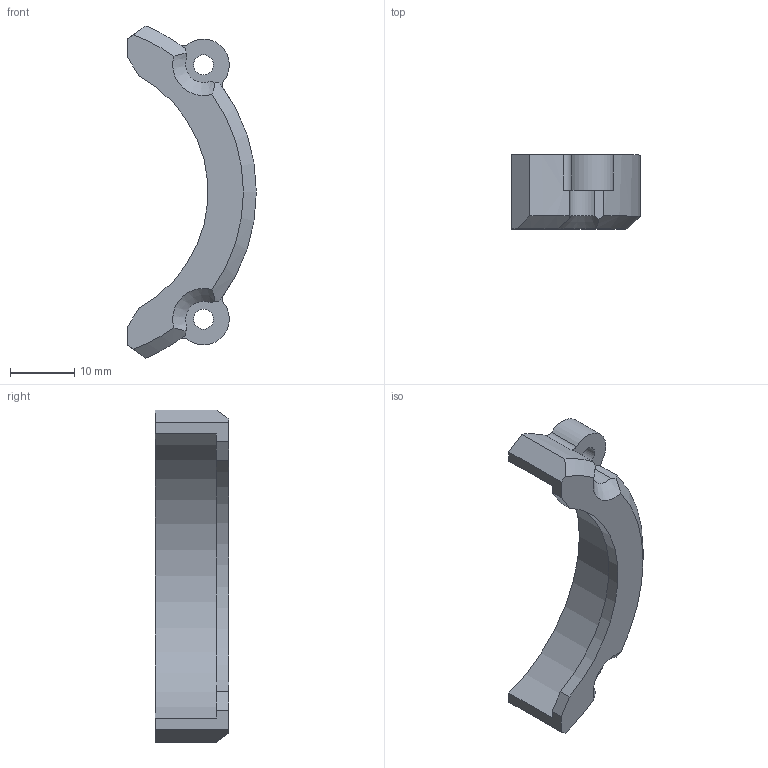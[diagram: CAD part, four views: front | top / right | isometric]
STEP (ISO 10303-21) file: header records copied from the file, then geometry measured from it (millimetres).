
FILE_DESCRIPTION(/* description */ ('','CAx-IF Rec.Pracs.---Representation and Presentation of Product Manufacturing Information (PMI)---4.0---2014-10-13'),/* implementation_level */ '2;1');
FILE_NAME(/* name */ 'Ocular Knob Retainer.step',/* time_stamp */ '2025-02-09T14:58:09-06:00',/* author */ (''),/* organization */ (''),/* preprocessor_version */ 'ST-DEVELOPER v20',/* originating_system */ 'Autodesk Translation Framework v13.20.0.188',/* authorisation */ '');
FILE_SCHEMA (('AP242_MANAGED_MODEL_BASED_3D_ENGINEERING_MIM_LF { 1 0 10303 442 1 1 4 }'));
Length unit declared in the file: millimetre
Products named in the file (1): Ocular Knob Retainer.
Bounding box: 20 x 11.5 x 51.65 mm (x, y, z)
Volume: 3466.8 mm3; surface area: 2570.3 mm2
Topology: 1 solids, 1 shells, 35 faces, 99 edges, 66 vertices
Faces by surface type: plane 15, cylinder 15, cone 5
Full cylindrical faces by diameter (mm): 3.1 x2
Entity records: 1194 total; most frequent: CARTESIAN_POINT 233, ORIENTED_EDGE 198, DIRECTION 196, EDGE_CURVE 99, AXIS2_PLACEMENT_3D 75, VERTEX_POINT 66, LINE 46, VECTOR 46
